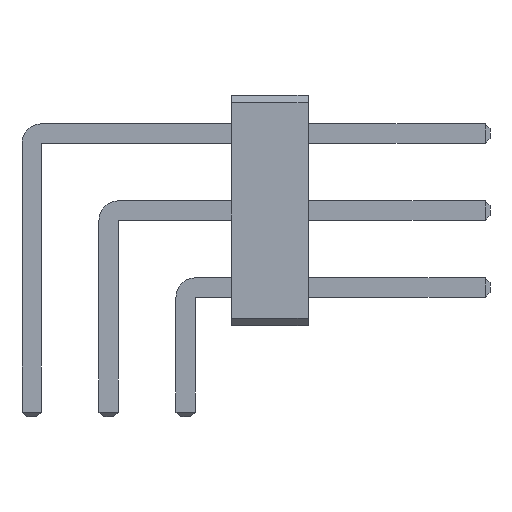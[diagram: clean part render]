
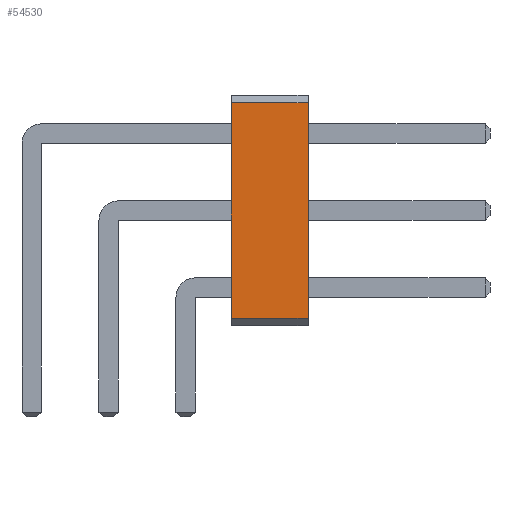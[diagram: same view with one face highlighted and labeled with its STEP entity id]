
A CAD part, front view. The second image highlights one B-rep face of the part: STEP entity #54530.
In plain terms, the highlighted planar face has unit normal (0, -1, 0).
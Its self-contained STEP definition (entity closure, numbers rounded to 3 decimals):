
#54530 = ADVANCED_FACE('',(#54531),#54565,.T.);
#54531 = FACE_BOUND('',#54532,.T.);
#54532 = EDGE_LOOP('',(#54533,#54543,#54551,#54559));
#54533 = ORIENTED_EDGE('',*,*,#54534,.T.);
#54534 = EDGE_CURVE('',#54535,#54537,#54539,.T.);
#54535 = VERTEX_POINT('',#54536);
#54536 = CARTESIAN_POINT('',(6.58,-69.85,0.254));
#54537 = VERTEX_POINT('',#54538);
#54538 = CARTESIAN_POINT('',(9.12,-69.85,0.254));
#54539 = LINE('',#54540,#54541);
#54540 = CARTESIAN_POINT('',(6.58,-69.85,0.254));
#54541 = VECTOR('',#54542,1.);
#54542 = DIRECTION('',(1.,0.,0.));
#54543 = ORIENTED_EDGE('',*,*,#54544,.T.);
#54544 = EDGE_CURVE('',#54537,#54545,#54547,.T.);
#54545 = VERTEX_POINT('',#54546);
#54546 = CARTESIAN_POINT('',(9.12,-69.85,7.366));
#54547 = LINE('',#54548,#54549);
#54548 = CARTESIAN_POINT('',(9.12,-69.85,0.254));
#54549 = VECTOR('',#54550,1.);
#54550 = DIRECTION('',(0.,0.,1.));
#54551 = ORIENTED_EDGE('',*,*,#54552,.F.);
#54552 = EDGE_CURVE('',#54553,#54545,#54555,.T.);
#54553 = VERTEX_POINT('',#54554);
#54554 = CARTESIAN_POINT('',(6.58,-69.85,7.366));
#54555 = LINE('',#54556,#54557);
#54556 = CARTESIAN_POINT('',(6.58,-69.85,7.366));
#54557 = VECTOR('',#54558,1.);
#54558 = DIRECTION('',(1.,0.,0.));
#54559 = ORIENTED_EDGE('',*,*,#54560,.F.);
#54560 = EDGE_CURVE('',#54535,#54553,#54561,.T.);
#54561 = LINE('',#54562,#54563);
#54562 = CARTESIAN_POINT('',(6.58,-69.85,0.254));
#54563 = VECTOR('',#54564,1.);
#54564 = DIRECTION('',(0.,0.,1.));
#54565 = PLANE('',#54566);
#54566 = AXIS2_PLACEMENT_3D('',#54567,#54568,#54569);
#54567 = CARTESIAN_POINT('',(6.58,-69.85,0.254));
#54568 = DIRECTION('',(0.,-1.,0.));
#54569 = DIRECTION('',(0.,0.,1.));
